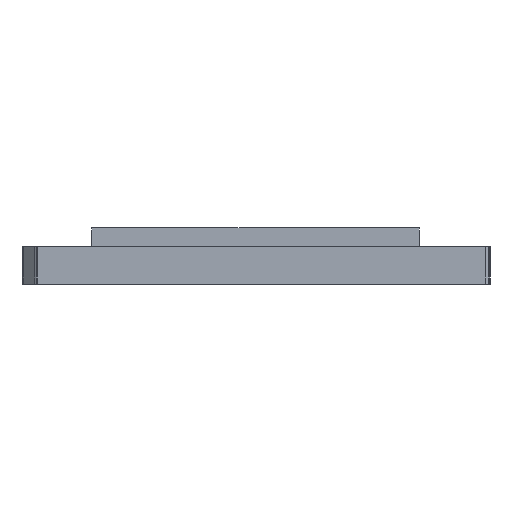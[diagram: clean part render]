
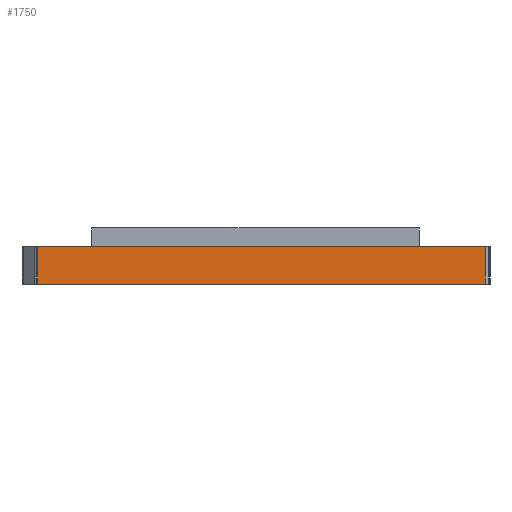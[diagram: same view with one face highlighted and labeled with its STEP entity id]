
A CAD part, left-side view. The second image highlights one B-rep face of the part: STEP entity #1750.
In plain terms, the highlighted planar face has unit normal (-1, 0, 0).
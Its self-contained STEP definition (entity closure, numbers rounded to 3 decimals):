
#708=CARTESIAN_POINT('',(-64.0,66.586,-3.0));
#709=VERTEX_POINT('',#708);
#717=CARTESIAN_POINT('',(-64.0,66.586,5.0));
#718=VERTEX_POINT('',#717);
#719=CARTESIAN_POINT('',(-64.0,66.586,-3.0));
#720=DIRECTION('',(0.0,0.0,1.0));
#721=VECTOR('',#720,8.0);
#722=LINE('',#719,#721);
#723=EDGE_CURVE('',#709,#718,#722,.T.);
#977=CARTESIAN_POINT('',(-64.0,-29.0,5.0));
#978=VERTEX_POINT('',#977);
#979=CARTESIAN_POINT('',(-64.0,-29.0,5.0));
#980=DIRECTION('',(0.0,1.0,0.0));
#981=VECTOR('',#980,95.586);
#982=LINE('',#979,#981);
#983=EDGE_CURVE('',#978,#718,#982,.T.);
#1716=CARTESIAN_POINT('',(-64.0,-29.0,-3.0));
#1717=VERTEX_POINT('',#1716);
#1718=CARTESIAN_POINT('',(-64.0,-29.0,5.0));
#1719=DIRECTION('',(0.0,0.0,-1.0));
#1720=VECTOR('',#1719,8.0);
#1721=LINE('',#1718,#1720);
#1722=EDGE_CURVE('',#978,#1717,#1721,.T.);
#1734=CARTESIAN_POINT('',(-64.0,-30.0,-3.0));
#1735=DIRECTION('',(-1.0,0.0,0.0));
#1736=DIRECTION('',(0.0,0.0,1.0));
#1737=AXIS2_PLACEMENT_3D('',#1734,#1735,#1736);
#1738=PLANE('',#1737);
#1739=ORIENTED_EDGE('',*,*,#723,.F.);
#1740=CARTESIAN_POINT('',(-64.0,-29.0,-3.0));
#1741=DIRECTION('',(0.0,1.0,0.0));
#1742=VECTOR('',#1741,95.586);
#1743=LINE('',#1740,#1742);
#1744=EDGE_CURVE('',#1717,#709,#1743,.T.);
#1745=ORIENTED_EDGE('',*,*,#1744,.F.);
#1746=ORIENTED_EDGE('',*,*,#1722,.F.);
#1747=ORIENTED_EDGE('',*,*,#983,.T.);
#1748=EDGE_LOOP('',(#1739,#1745,#1746,#1747));
#1749=FACE_OUTER_BOUND('',#1748,.T.);
#1750=ADVANCED_FACE('',(#1749),#1738,.T.);
